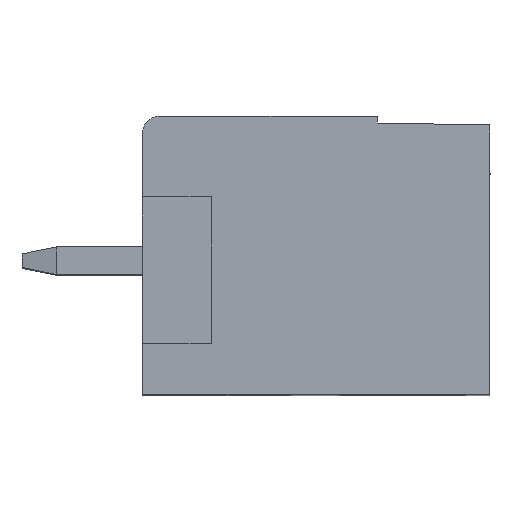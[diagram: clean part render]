
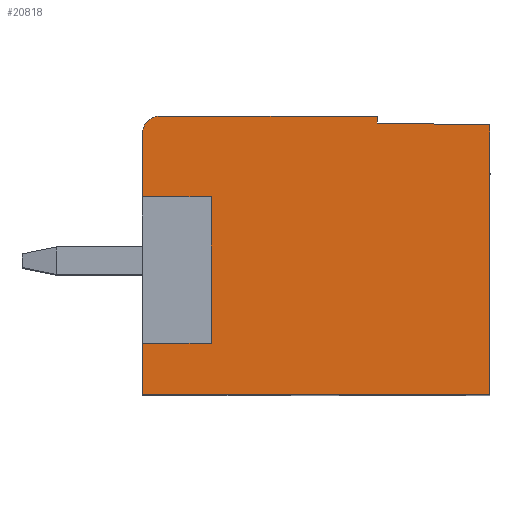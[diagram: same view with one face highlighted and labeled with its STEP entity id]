
A CAD part, top view. The second image highlights one B-rep face of the part: STEP entity #20818.
In plain terms, the highlighted planar face has unit normal (0, 0, 1).
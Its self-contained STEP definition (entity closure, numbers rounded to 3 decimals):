
#5=DIRECTION('',(0.,1.,0.));
#6=VECTOR('',#5,7.84);
#7=CARTESIAN_POINT('',(-10.615,0.099,168.212));
#8=LINE('',#7,#6);
#199=DIRECTION('',(0.,1.,0.));
#200=VECTOR('',#199,0.202);
#201=CARTESIAN_POINT('',(-13.889,7.997,168.212));
#202=LINE('',#201,#200);
#267=DIRECTION('',(0.,-1.,0.));
#268=VECTOR('',#267,1.85);
#269=CARTESIAN_POINT('',(-20.715,7.699,168.212));
#270=LINE('',#269,#268);
#283=DIRECTION('',(0.,-1.,0.));
#284=VECTOR('',#283,1.5);
#285=CARTESIAN_POINT('',(-20.715,1.599,168.212));
#286=LINE('',#285,#284);
#771=DIRECTION('',(1.,0.,0.));
#772=VECTOR('',#771,10.1);
#773=CARTESIAN_POINT('',(-20.715,0.099,168.212));
#774=LINE('',#773,#772);
#7465=DIRECTION('',(0.,1.,0.));
#7466=VECTOR('',#7465,4.25);
#7467=CARTESIAN_POINT('',(-18.715,1.599,168.212));
#7468=LINE('',#7467,#7466);
#7469=DIRECTION('',(-1.,0.,0.));
#7470=VECTOR('',#7469,2.);
#7471=CARTESIAN_POINT('',(-18.715,5.849,168.212));
#7472=LINE('',#7471,#7470);
#7473=CARTESIAN_POINT('',(-20.215,7.699,168.212));
#7474=DIRECTION('',(0.,0.,-1.));
#7475=DIRECTION('',(-1.,0.,0.));
#7476=AXIS2_PLACEMENT_3D('',#7473,#7474,#7475);
#7478=DIRECTION('',(1.,0.,0.));
#7479=VECTOR('',#7478,6.326);
#7480=CARTESIAN_POINT('',(-20.215,8.199,168.212));
#7481=LINE('',#7480,#7479);
#7482=DIRECTION('',(1.,-0.017,0.));
#7483=VECTOR('',#7482,3.274);
#7484=CARTESIAN_POINT('',(-13.889,7.997,168.212));
#7485=LINE('',#7484,#7483);
#7486=DIRECTION('',(-1.,0.,0.));
#7487=VECTOR('',#7486,2.);
#7488=CARTESIAN_POINT('',(-18.715,1.599,168.212));
#7489=LINE('',#7488,#7487);
#7510=CARTESIAN_POINT('',(-10.615,0.099,
168.212));
#7511=CARTESIAN_POINT('',(-10.615,7.94,168.212));
#7512=VERTEX_POINT('',#7510);
#7513=VERTEX_POINT('',#7511);
#7586=CARTESIAN_POINT('',(-20.715,0.099,
168.212));
#7587=VERTEX_POINT('',#7586);
#7853=CARTESIAN_POINT('',(-13.889,7.997,168.212));
#7854=VERTEX_POINT('',#7853);
#7855=CARTESIAN_POINT('',(-20.715,1.599,168.212));
#7856=VERTEX_POINT('',#7855);
#7857=CARTESIAN_POINT('',(-18.715,1.599,168.212));
#7858=VERTEX_POINT('',#7857);
#7859=CARTESIAN_POINT('',(-18.715,5.849,168.212));
#7860=VERTEX_POINT('',#7859);
#7861=CARTESIAN_POINT('',(-20.715,5.849,168.212));
#7862=VERTEX_POINT('',#7861);
#7863=CARTESIAN_POINT('',(-20.715,7.699,168.212));
#7864=VERTEX_POINT('',#7863);
#7865=CARTESIAN_POINT('',(-20.215,8.199,168.212));
#7866=VERTEX_POINT('',#7865);
#7867=CARTESIAN_POINT('',(-13.889,8.199,168.212));
#7868=VERTEX_POINT('',#7867);
#20797=CARTESIAN_POINT('',(-10.615,0.099,
168.212));
#20798=DIRECTION('',(0.,0.,-1.));
#20799=DIRECTION('',(0.,1.,0.));
#20800=AXIS2_PLACEMENT_3D('',#20797,#20798,#20799);
#20801=PLANE('',#20800);
#20802=ORIENTED_EDGE('',*,*,#9839,.F.);
#20803=ORIENTED_EDGE('',*,*,#10799,.F.);
#20804=ORIENTED_EDGE('',*,*,#10104,.F.);
#20806=ORIENTED_EDGE('',*,*,#20805,.F.);
#20808=ORIENTED_EDGE('',*,*,#20807,.T.);
#20810=ORIENTED_EDGE('',*,*,#20809,.T.);
#20811=ORIENTED_EDGE('',*,*,#10096,.F.);
#20812=ORIENTED_EDGE('',*,*,#10061,.T.);
#20813=ORIENTED_EDGE('',*,*,#10046,.T.);
#20814=ORIENTED_EDGE('',*,*,#10031,.F.);
#20815=ORIENTED_EDGE('',*,*,#10016,.T.);
#20816=EDGE_LOOP('',(#20802,#20803,#20804,#20806,#20808,#20810,#20811,#20812,
#20813,#20814,#20815));
#20817=FACE_OUTER_BOUND('',#20816,.F.);
#7477=CIRCLE('',#7476,0.5);
#9839=EDGE_CURVE('',#7512,#7513,#8,.T.);
#10016=EDGE_CURVE('',#7854,#7513,#7485,.T.);
#10031=EDGE_CURVE('',#7854,#7868,#202,.T.);
#10046=EDGE_CURVE('',#7866,#7868,#7481,.T.);
#10061=EDGE_CURVE('',#7864,#7866,#7477,.T.);
#10096=EDGE_CURVE('',#7864,#7862,#270,.T.);
#10104=EDGE_CURVE('',#7856,#7587,#286,.T.);
#10799=EDGE_CURVE('',#7587,#7512,#774,.T.);
#20805=EDGE_CURVE('',#7858,#7856,#7489,.T.);
#20807=EDGE_CURVE('',#7858,#7860,#7468,.T.);
#20809=EDGE_CURVE('',#7860,#7862,#7472,.T.);
#20818=ADVANCED_FACE('',(#20817),#20801,.F.);
